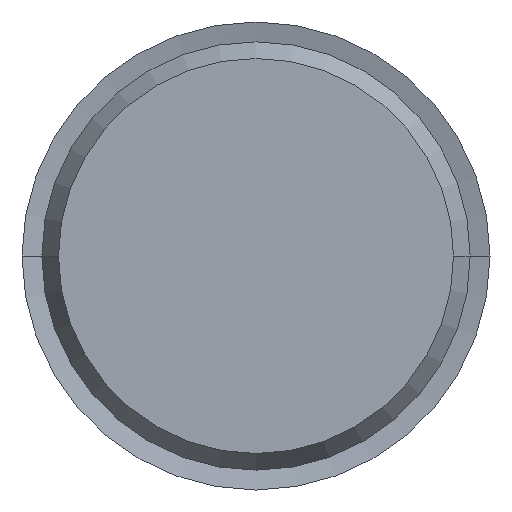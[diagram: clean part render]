
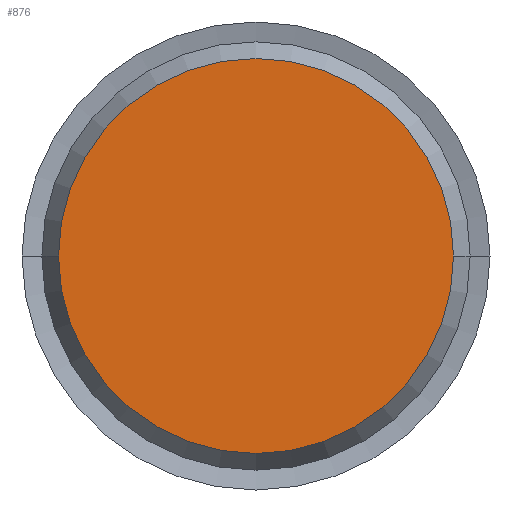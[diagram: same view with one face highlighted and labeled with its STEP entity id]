
A CAD part, front view. The second image highlights one B-rep face of the part: STEP entity #876.
In plain terms, the highlighted planar face has unit normal (0, -1, 0).
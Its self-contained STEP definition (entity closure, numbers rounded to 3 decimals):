
#255=CARTESIAN_POINT('',(0.,-14.2,0.));
#256=DIRECTION('',(0.,-1.,0.));
#257=DIRECTION('',(-1.,0.,0.));
#258=AXIS2_PLACEMENT_3D('',#255,#256,#257);
#260=CARTESIAN_POINT('',(0.,-14.2,0.));
#261=DIRECTION('',(0.,-1.,0.));
#262=DIRECTION('',(1.,0.,0.));
#263=AXIS2_PLACEMENT_3D('',#260,#261,#262);
#433=CARTESIAN_POINT('',(12.45,-14.2,0.));
#434=VERTEX_POINT('',#433);
#435=CARTESIAN_POINT('',(-12.45,-14.2,0.));
#436=VERTEX_POINT('',#435);
#866=CARTESIAN_POINT('',(-12.075,-14.2,0.));
#867=DIRECTION('',(0.,-1.,0.));
#868=DIRECTION('',(-1.,0.,0.));
#869=AXIS2_PLACEMENT_3D('',#866,#867,#868);
#870=PLANE('',#869);
#871=ORIENTED_EDGE('',*,*,#856,.F.);
#873=ORIENTED_EDGE('',*,*,#872,.F.);
#874=EDGE_LOOP('',(#871,#873));
#875=FACE_OUTER_BOUND('',#874,.F.);
#876=ADVANCED_FACE('',(#875),#870,.T.);
#259=CIRCLE('',#258,12.45);
#264=CIRCLE('',#263,12.45);
#856=EDGE_CURVE('',#436,#434,#259,.T.);
#872=EDGE_CURVE('',#434,#436,#264,.T.);
